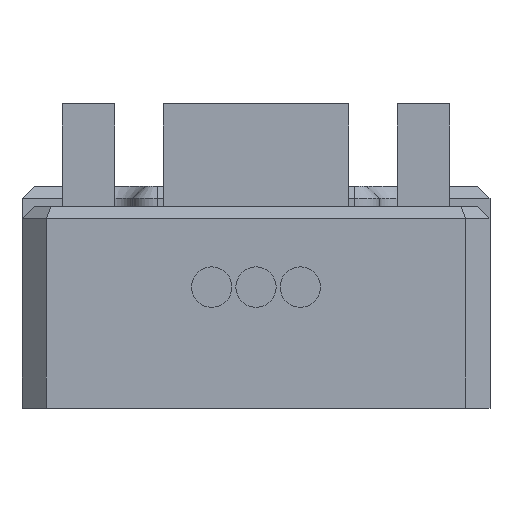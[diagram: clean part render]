
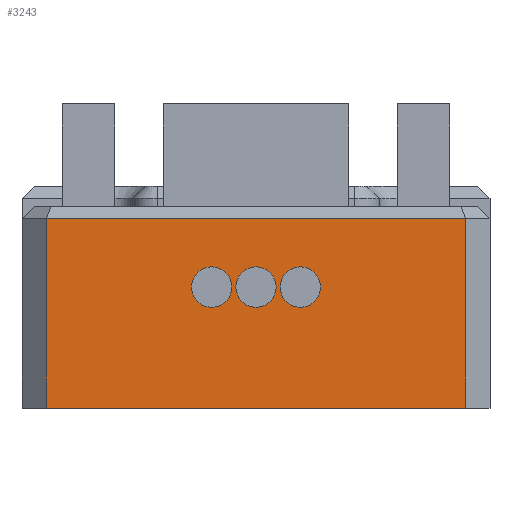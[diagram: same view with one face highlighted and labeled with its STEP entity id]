
A CAD part, front view. The second image highlights one B-rep face of the part: STEP entity #3243.
In plain terms, the highlighted planar face has unit normal (0, -1, 0).
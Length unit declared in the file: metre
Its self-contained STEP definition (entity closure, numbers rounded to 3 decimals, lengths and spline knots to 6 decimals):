
#121=LINE('',#4816,#526);
#267=LINE('',#5103,#672);
#268=LINE('',#5105,#673);
#269=LINE('',#5107,#674);
#526=VECTOR('',#3926,1.);
#672=VECTOR('',#4124,1.);
#673=VECTOR('',#4125,1.);
#674=VECTOR('',#4126,1.);
#1146=ORIENTED_EDGE('',*,*,#1999,.F.);
#1147=ORIENTED_EDGE('',*,*,#2000,.F.);
#1148=ORIENTED_EDGE('',*,*,#2001,.F.);
#1149=ORIENTED_EDGE('',*,*,#2002,.F.);
#1150=ORIENTED_EDGE('',*,*,#2003,.T.);
#1151=ORIENTED_EDGE('',*,*,#2004,.T.);
#1152=ORIENTED_EDGE('',*,*,#1853,.F.);
#1853=EDGE_CURVE('',#2307,#2308,#121,.T.);
#1999=EDGE_CURVE('',#2420,#2420,#2563,.T.);
#2000=EDGE_CURVE('',#2421,#2421,#2564,.T.);
#2001=EDGE_CURVE('',#2422,#2422,#2565,.T.);
#2002=EDGE_CURVE('',#2423,#2307,#267,.T.);
#2003=EDGE_CURVE('',#2423,#2424,#268,.T.);
#2004=EDGE_CURVE('',#2424,#2308,#269,.T.);
#2307=VERTEX_POINT('',#4815);
#2308=VERTEX_POINT('',#4817);
#2420=VERTEX_POINT('',#5098);
#2421=VERTEX_POINT('',#5100);
#2422=VERTEX_POINT('',#5102);
#2423=VERTEX_POINT('',#5104);
#2424=VERTEX_POINT('',#5106);
#2563=CIRCLE('',#3615,0.0025);
#2564=CIRCLE('',#3616,0.0025);
#2565=CIRCLE('',#3617,0.0025);
#2660=EDGE_LOOP('',(#1146));
#2661=EDGE_LOOP('',(#1147));
#2662=EDGE_LOOP('',(#1148));
#2663=EDGE_LOOP('',(#1149,#1150,#1151,#1152));
#2884=FACE_BOUND('',#2660,.T.);
#2885=FACE_BOUND('',#2661,.T.);
#2886=FACE_BOUND('',#2662,.T.);
#2887=FACE_BOUND('',#2663,.T.);
#3076=PLANE('',#3614);
#3243=ADVANCED_FACE('',(#2884,#2885,#2886,#2887),#3076,.T.);
#3614=AXIS2_PLACEMENT_3D('',#5096,#4116,#4117);
#3615=AXIS2_PLACEMENT_3D('',#5097,#4118,#4119);
#3616=AXIS2_PLACEMENT_3D('',#5099,#4120,#4121);
#3617=AXIS2_PLACEMENT_3D('',#5101,#4122,#4123);
#3926=DIRECTION('',(-1.,0.,0.));
#4116=DIRECTION('',(0.,-1.,0.));
#4117=DIRECTION('',(0.,0.,-1.));
#4118=DIRECTION('',(0.,-1.,0.));
#4119=DIRECTION('',(0.,0.,-1.));
#4120=DIRECTION('',(0.,-1.,0.));
#4121=DIRECTION('',(0.,0.,-1.));
#4122=DIRECTION('',(0.,-1.,0.));
#4123=DIRECTION('',(0.,0.,-1.));
#4124=DIRECTION('',(0.,0.,-1.));
#4125=DIRECTION('',(-1.,0.,0.));
#4126=DIRECTION('',(0.,0.,-1.));
#4815=CARTESIAN_POINT('',(0.026,-0.0515,0.));
#4816=CARTESIAN_POINT('',(0.,-0.0515,0.));
#4817=CARTESIAN_POINT('',(-0.026,-0.0515,0.));
#5096=CARTESIAN_POINT('',(0.,-0.0515,0.0275));
#5097=CARTESIAN_POINT('',(-0.0055,-0.0515,0.015));
#5098=CARTESIAN_POINT('',(-0.0055,-0.0515,0.0125));
#5099=CARTESIAN_POINT('',(0.0055,-0.0515,0.015));
#5100=CARTESIAN_POINT('',(0.0055,-0.0515,0.0125));
#5101=CARTESIAN_POINT('',(0.,-0.0515,0.015));
#5102=CARTESIAN_POINT('',(0.,-0.0515,0.0125));
#5103=CARTESIAN_POINT('',(0.026,-0.0515,0.0275));
#5104=CARTESIAN_POINT('',(0.026,-0.0515,0.0235));
#5105=CARTESIAN_POINT('',(0.,-0.0515,0.0235));
#5106=CARTESIAN_POINT('',(-0.026,-0.0515,0.0235));
#5107=CARTESIAN_POINT('',(-0.026,-0.0515,0.0275));
